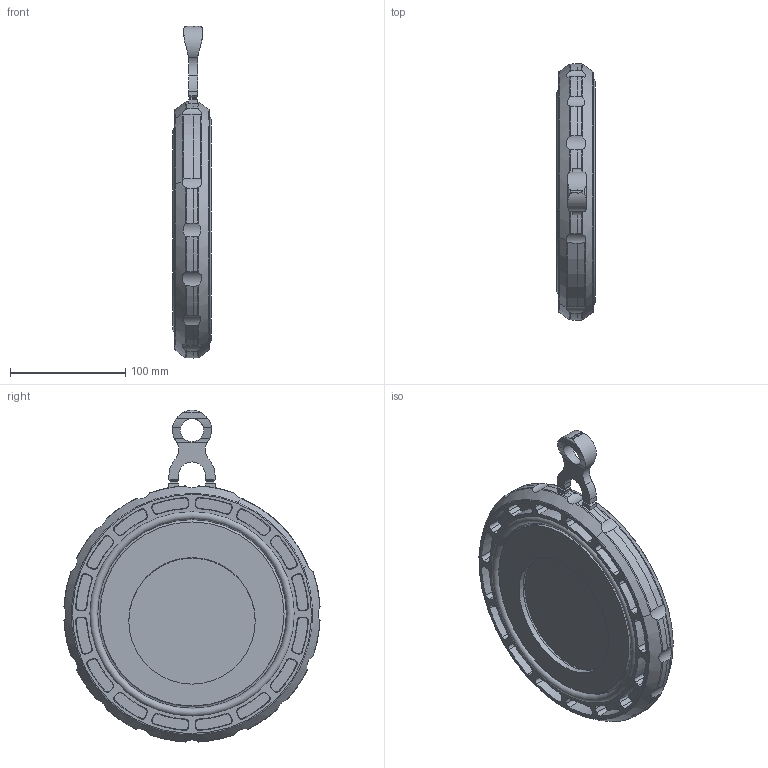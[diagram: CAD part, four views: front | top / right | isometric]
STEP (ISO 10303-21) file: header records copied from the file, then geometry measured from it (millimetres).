
FILE_DESCRIPTION((''),'2;1');
FILE_NAME('PV30091F150.stp','2022-02-18T11:13:27',('RL'),(''),'Autodesk Inventor 2012','Autodesk Inventor 2012','');
FILE_SCHEMA(('AUTOMOTIVE_DESIGN { 1 0 10303 214 1 1 1 1 }'));
Length unit declared in the file: millimetre
Products named in the file (1): PV30091F150
Bounding box: 33.57 x 222.67 x 288.64 mm (x, y, z)
Volume: 865940.2 mm3; surface area: 152618.8 mm2
Topology: 1 solids, 1 shells, 477 faces, 1377 edges, 918 vertices
Faces by surface type: plane 171, cone 145, cylinder 105, torus 56
Full cylindrical faces by diameter (mm): 1.58 x2, 1.6 x3, 12 x2, 13 x2, 20.2 x1, 110 x1, 160 x1, 170 x1, 179 x1, 189 x1
Entity records: 17681 total; most frequent: CARTESIAN_POINT 4868, ORIENTED_EDGE 2676, DIRECTION 2502, EDGE_CURVE 1338, AXIS2_PLACEMENT_3D 973, VERTEX_POINT 907, VECTOR 556, LINE 556
